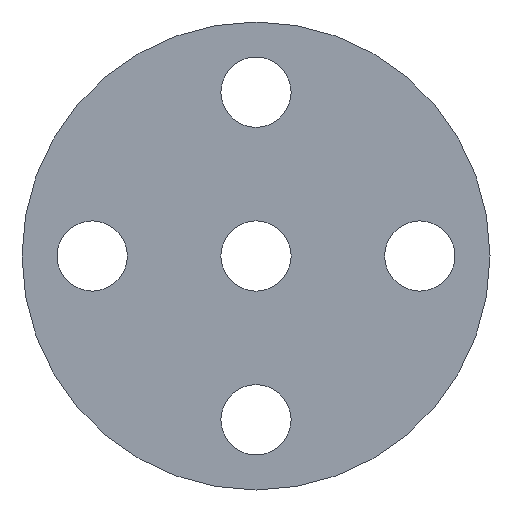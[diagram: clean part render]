
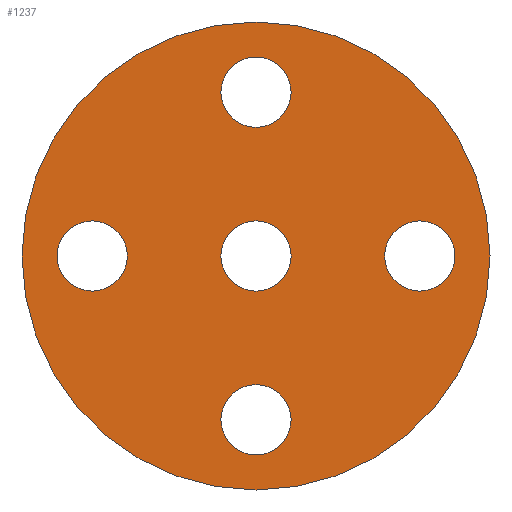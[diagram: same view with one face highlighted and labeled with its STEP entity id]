
A CAD part, front view. The second image highlights one B-rep face of the part: STEP entity #1237.
In plain terms, the highlighted planar face has unit normal (0, -1, 0).
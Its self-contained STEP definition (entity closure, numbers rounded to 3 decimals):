
#22=FACE_BOUND('',#177,.T.);
#23=FACE_BOUND('',#178,.T.);
#24=FACE_BOUND('',#179,.T.);
#25=FACE_BOUND('',#180,.T.);
#26=FACE_BOUND('',#181,.T.);
#28=CIRCLE('',#1304,1.5);
#30=CIRCLE('',#1307,1.5);
#32=CIRCLE('',#1310,1.5);
#34=CIRCLE('',#1313,1.5);
#36=CIRCLE('',#1316,1.5);
#40=CIRCLE('',#1324,10.);
#108=FACE_OUTER_BOUND('',#176,.T.);
#176=EDGE_LOOP('',(#1117));
#177=EDGE_LOOP('',(#1118));
#178=EDGE_LOOP('',(#1119));
#179=EDGE_LOOP('',(#1120));
#180=EDGE_LOOP('',(#1121));
#181=EDGE_LOOP('',(#1122));
#597=VERTEX_POINT('',#1940);
#599=VERTEX_POINT('',#1946);
#601=VERTEX_POINT('',#1952);
#603=VERTEX_POINT('',#1958);
#605=VERTEX_POINT('',#1964);
#609=VERTEX_POINT('',#1978);
#762=EDGE_CURVE('',#597,#597,#28,.T.);
#765=EDGE_CURVE('',#599,#599,#30,.T.);
#768=EDGE_CURVE('',#601,#601,#32,.T.);
#771=EDGE_CURVE('',#603,#603,#34,.T.);
#774=EDGE_CURVE('',#605,#605,#36,.T.);
#780=EDGE_CURVE('',#609,#609,#40,.T.);
#1117=ORIENTED_EDGE('',*,*,#780,.F.);
#1118=ORIENTED_EDGE('',*,*,#762,.T.);
#1119=ORIENTED_EDGE('',*,*,#765,.T.);
#1120=ORIENTED_EDGE('',*,*,#768,.T.);
#1121=ORIENTED_EDGE('',*,*,#771,.T.);
#1122=ORIENTED_EDGE('',*,*,#774,.F.);
#1176=PLANE('',#1326);
#1237=ADVANCED_FACE('',(#108,#22,#23,#24,#25,#26),#1176,.F.);
#1304=AXIS2_PLACEMENT_3D('',#1942,#1584,#1585);
#1307=AXIS2_PLACEMENT_3D('',#1948,#1591,#1592);
#1310=AXIS2_PLACEMENT_3D('',#1954,#1598,#1599);
#1313=AXIS2_PLACEMENT_3D('',#1960,#1605,#1606);
#1316=AXIS2_PLACEMENT_3D('',#1966,#1612,#1613);
#1324=AXIS2_PLACEMENT_3D('',#1980,#1630,#1631);
#1326=AXIS2_PLACEMENT_3D('',#1982,#1634,#1635);
#1584=DIRECTION('center_axis',(0.,1.,0.));
#1585=DIRECTION('ref_axis',(0.,0.,-1.));
#1591=DIRECTION('center_axis',(0.,1.,0.));
#1592=DIRECTION('ref_axis',(1.,0.,0.));
#1598=DIRECTION('center_axis',(0.,1.,0.));
#1599=DIRECTION('ref_axis',(0.,0.,1.));
#1605=DIRECTION('center_axis',(0.,1.,0.));
#1606=DIRECTION('ref_axis',(-1.,0.,0.));
#1612=DIRECTION('center_axis',(0.,-1.,0.));
#1613=DIRECTION('ref_axis',(1.,0.,0.));
#1630=DIRECTION('center_axis',(0.,1.,0.));
#1631=DIRECTION('ref_axis',(1.,0.,0.));
#1634=DIRECTION('center_axis',(0.,1.,0.));
#1635=DIRECTION('ref_axis',(1.,0.,0.));
#1940=CARTESIAN_POINT('',(0.,0.,-5.5));
#1942=CARTESIAN_POINT('Origin',(0.,0.,-7.));
#1946=CARTESIAN_POINT('',(5.5,0.,0.));
#1948=CARTESIAN_POINT('Origin',(7.,0.,0.));
#1952=CARTESIAN_POINT('',(0.,0.,5.5));
#1954=CARTESIAN_POINT('Origin',(0.,0.,7.));
#1958=CARTESIAN_POINT('',(-5.5,0.,0.));
#1960=CARTESIAN_POINT('Origin',(-7.,0.,0.));
#1964=CARTESIAN_POINT('',(-1.5,0.,0.));
#1966=CARTESIAN_POINT('Origin',(0.,0.,0.));
#1978=CARTESIAN_POINT('',(-10.,0.,0.));
#1980=CARTESIAN_POINT('Origin',(0.,0.,0.));
#1982=CARTESIAN_POINT('Origin',(0.,0.,0.));
